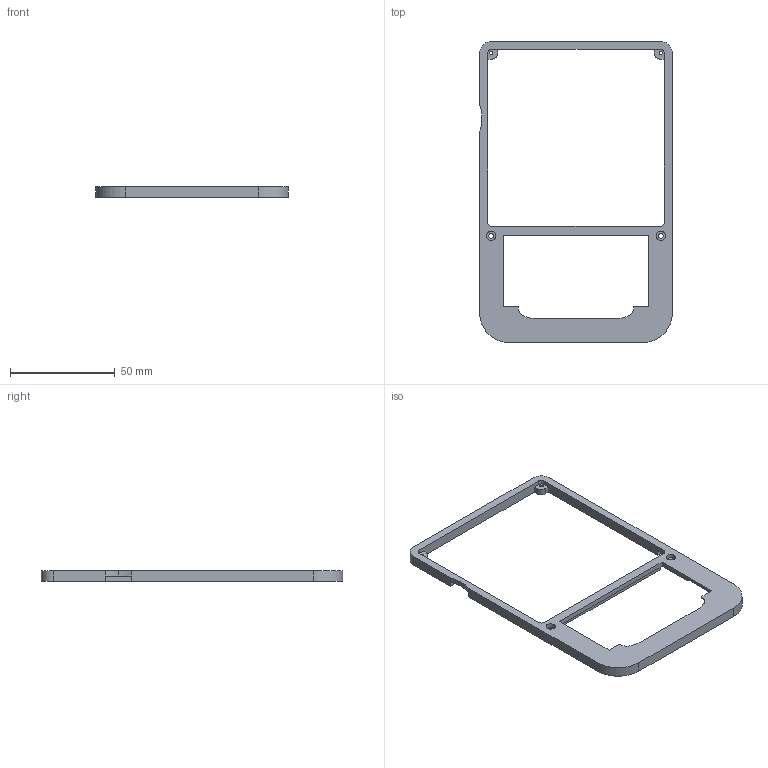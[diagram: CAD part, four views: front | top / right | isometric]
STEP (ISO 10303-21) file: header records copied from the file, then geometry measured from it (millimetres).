
FILE_DESCRIPTION (( 'STEP AP214' ), '1' );
FILE_NAME ('HackberryPi_CM5_Q20_Uppercase.STEP', '2025-05-13T19:51:14', ( '' ), ( '' ), 'SwSTEP 2.0', 'SolidWorks 2021', '' );
FILE_SCHEMA (( 'AUTOMOTIVE_DESIGN' ));
Length unit declared in the file: millimetre
Products named in the file (1): HackberryPi_CM5_Q20_Uppercase
Bounding box: 91.77 x 143.47 x 5 mm (x, y, z)
Volume: 10658.7 mm3; surface area: 11966.8 mm2
Topology: 1 solids, 1 shells, 104 faces, 299 edges, 201 vertices
Faces by surface type: plane 59, cylinder 39, bspline 6
Entity records: 3565 total; most frequent: CARTESIAN_POINT 731, ORIENTED_EDGE 598, DIRECTION 565, EDGE_CURVE 299, LINE 207, VECTOR 207, VERTEX_POINT 201, AXIS2_PLACEMENT_3D 179
